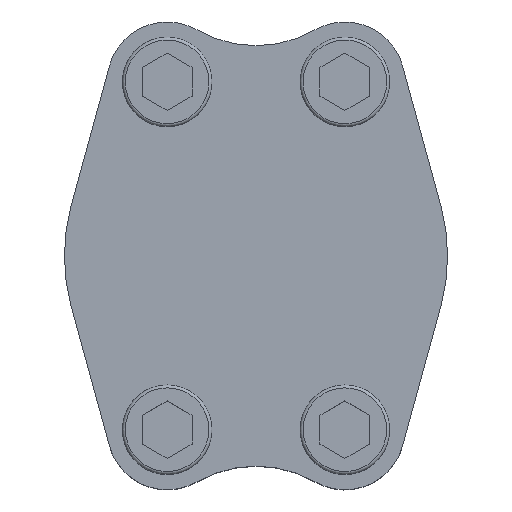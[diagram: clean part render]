
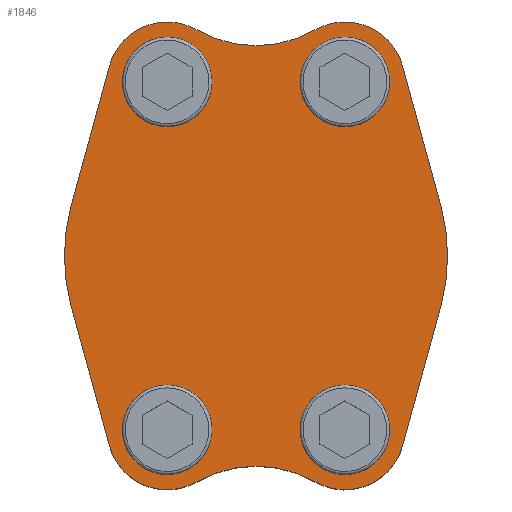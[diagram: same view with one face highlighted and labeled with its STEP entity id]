
A CAD part, top view. The second image highlights one B-rep face of the part: STEP entity #1846.
In plain terms, the highlighted planar face has unit normal (0, 0, 1).
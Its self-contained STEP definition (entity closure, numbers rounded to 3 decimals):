
#35=LINE('',#2507,#127);
#39=LINE('',#2517,#131);
#44=LINE('',#2533,#136);
#47=LINE('',#2541,#139);
#127=VECTOR('',#2112,1000.);
#131=VECTOR('',#2122,1000.);
#136=VECTOR('',#2141,1000.);
#139=VECTOR('',#2150,1000.);
#219=PLANE('',#1965);
#341=ORIENTED_EDGE('',*,*,#620,.F.);
#342=ORIENTED_EDGE('',*,*,#621,.F.);
#343=ORIENTED_EDGE('',*,*,#622,.F.);
#344=ORIENTED_EDGE('',*,*,#623,.F.);
#345=ORIENTED_EDGE('',*,*,#593,.T.);
#346=ORIENTED_EDGE('',*,*,#596,.T.);
#347=ORIENTED_EDGE('',*,*,#598,.T.);
#348=ORIENTED_EDGE('',*,*,#600,.T.);
#349=ORIENTED_EDGE('',*,*,#602,.F.);
#350=ORIENTED_EDGE('',*,*,#604,.T.);
#351=ORIENTED_EDGE('',*,*,#606,.T.);
#352=ORIENTED_EDGE('',*,*,#608,.T.);
#353=ORIENTED_EDGE('',*,*,#610,.T.);
#354=ORIENTED_EDGE('',*,*,#612,.T.);
#355=ORIENTED_EDGE('',*,*,#614,.F.);
#356=ORIENTED_EDGE('',*,*,#619,.T.);
#593=EDGE_CURVE('',#747,#746,#35,.T.);
#596=EDGE_CURVE('',#746,#748,#860,.T.);
#598=EDGE_CURVE('',#748,#749,#39,.T.);
#600=EDGE_CURVE('',#749,#750,#861,.T.);
#602=EDGE_CURVE('',#751,#750,#862,.T.);
#604=EDGE_CURVE('',#751,#752,#863,.T.);
#606=EDGE_CURVE('',#752,#753,#44,.T.);
#608=EDGE_CURVE('',#753,#754,#864,.T.);
#610=EDGE_CURVE('',#754,#755,#47,.T.);
#612=EDGE_CURVE('',#755,#756,#865,.T.);
#614=EDGE_CURVE('',#757,#756,#866,.T.);
#619=EDGE_CURVE('',#757,#747,#871,.T.);
#620=EDGE_CURVE('',#762,#762,#872,.T.);
#621=EDGE_CURVE('',#763,#763,#873,.T.);
#622=EDGE_CURVE('',#764,#764,#874,.T.);
#623=EDGE_CURVE('',#765,#765,#875,.T.);
#746=VERTEX_POINT('',#2506);
#747=VERTEX_POINT('',#2508);
#748=VERTEX_POINT('',#2512);
#749=VERTEX_POINT('',#2516);
#750=VERTEX_POINT('',#2520);
#751=VERTEX_POINT('',#2524);
#752=VERTEX_POINT('',#2528);
#753=VERTEX_POINT('',#2532);
#754=VERTEX_POINT('',#2536);
#755=VERTEX_POINT('',#2540);
#756=VERTEX_POINT('',#2544);
#757=VERTEX_POINT('',#2548);
#762=VERTEX_POINT('',#2566);
#763=VERTEX_POINT('',#2568);
#764=VERTEX_POINT('',#2570);
#765=VERTEX_POINT('',#2572);
#860=CIRCLE('',#1939,38.5);
#861=CIRCLE('',#1942,12.05);
#862=CIRCLE('',#1944,23.8);
#863=CIRCLE('',#1946,12.05);
#864=CIRCLE('',#1949,38.5);
#865=CIRCLE('',#1952,12.05);
#866=CIRCLE('',#1954,23.8);
#871=CIRCLE('',#1964,12.05);
#872=CIRCLE('',#1966,9.);
#873=CIRCLE('',#1967,9.);
#874=CIRCLE('',#1968,9.);
#875=CIRCLE('',#1969,9.);
#936=EDGE_LOOP('',(#341));
#937=EDGE_LOOP('',(#342));
#938=EDGE_LOOP('',(#343));
#939=EDGE_LOOP('',(#344));
#940=EDGE_LOOP('',(#345,#346,#347,#348,#349,#350,#351,#352,#353,#354,#355,
#356));
#1074=FACE_BOUND('',#936,.T.);
#1075=FACE_BOUND('',#937,.T.);
#1076=FACE_BOUND('',#938,.T.);
#1077=FACE_BOUND('',#939,.T.);
#1078=FACE_BOUND('',#940,.T.);
#1846=ADVANCED_FACE('',(#1074,#1075,#1076,#1077,#1078),#219,.T.);
#1939=AXIS2_PLACEMENT_3D('',#2513,#2117,#2118);
#1942=AXIS2_PLACEMENT_3D('',#2521,#2126,#2127);
#1944=AXIS2_PLACEMENT_3D('',#2525,#2131,#2132);
#1946=AXIS2_PLACEMENT_3D('',#2529,#2136,#2137);
#1949=AXIS2_PLACEMENT_3D('',#2537,#2145,#2146);
#1952=AXIS2_PLACEMENT_3D('',#2545,#2154,#2155);
#1954=AXIS2_PLACEMENT_3D('',#2549,#2159,#2160);
#1964=AXIS2_PLACEMENT_3D('',#2563,#2179,#2180);
#1965=AXIS2_PLACEMENT_3D('',#2564,#2181,#2182);
#1966=AXIS2_PLACEMENT_3D('',#2565,#2183,#2184);
#1967=AXIS2_PLACEMENT_3D('',#2567,#2185,#2186);
#1968=AXIS2_PLACEMENT_3D('',#2569,#2187,#2188);
#1969=AXIS2_PLACEMENT_3D('',#2571,#2189,#2190);
#2112=DIRECTION('',(-0.264,-0.964,0.));
#2117=DIRECTION('',(0.,0.,1.));
#2118=DIRECTION('',(1.,0.,0.));
#2122=DIRECTION('',(0.264,-0.964,0.));
#2126=DIRECTION('',(0.,0.,1.));
#2127=DIRECTION('',(1.,0.,0.));
#2131=DIRECTION('',(0.,0.,1.));
#2132=DIRECTION('',(1.,0.,0.));
#2136=DIRECTION('',(0.,0.,1.));
#2137=DIRECTION('',(1.,0.,0.));
#2141=DIRECTION('',(0.264,0.964,0.));
#2145=DIRECTION('',(0.,0.,1.));
#2146=DIRECTION('',(1.,0.,0.));
#2150=DIRECTION('',(-0.264,0.964,0.));
#2154=DIRECTION('',(0.,0.,1.));
#2155=DIRECTION('',(1.,0.,0.));
#2159=DIRECTION('',(0.,0.,1.));
#2160=DIRECTION('',(1.,0.,0.));
#2179=DIRECTION('',(0.,0.,1.));
#2180=DIRECTION('',(1.,0.,0.));
#2181=DIRECTION('',(0.,0.,1.));
#2182=DIRECTION('',(1.,0.,0.));
#2183=DIRECTION('',(0.,0.,1.));
#2184=DIRECTION('',(1.,0.,0.));
#2185=DIRECTION('',(0.,0.,1.));
#2186=DIRECTION('',(1.,0.,0.));
#2187=DIRECTION('',(0.,0.,1.));
#2188=DIRECTION('',(1.,0.,0.));
#2189=DIRECTION('',(0.,0.,1.));
#2190=DIRECTION('',(1.,0.,0.));
#2506=CARTESIAN_POINT('',(-37.132,10.172,25.));
#2507=CARTESIAN_POINT('',(-29.472,38.134,25.));
#2508=CARTESIAN_POINT('',(-29.472,38.134,25.));
#2512=CARTESIAN_POINT('',(-37.132,-10.172,25.));
#2513=CARTESIAN_POINT('',(0.,0.,25.));
#2516=CARTESIAN_POINT('',(-29.472,-38.134,25.));
#2517=CARTESIAN_POINT('',(-37.132,-10.172,25.));
#2520=CARTESIAN_POINT('',(-11.85,-45.4,25.));
#2521=CARTESIAN_POINT('',(-17.85,-34.95,25.));
#2524=CARTESIAN_POINT('',(11.85,-45.4,25.));
#2525=CARTESIAN_POINT('',(0.,-66.04,25.));
#2528=CARTESIAN_POINT('',(29.472,-38.134,25.));
#2529=CARTESIAN_POINT('',(17.85,-34.95,25.));
#2532=CARTESIAN_POINT('',(37.132,-10.172,25.));
#2533=CARTESIAN_POINT('',(29.472,-38.134,25.));
#2536=CARTESIAN_POINT('',(37.132,10.172,25.));
#2537=CARTESIAN_POINT('',(0.,0.,25.));
#2540=CARTESIAN_POINT('',(29.472,38.134,25.));
#2541=CARTESIAN_POINT('',(37.132,10.172,25.));
#2544=CARTESIAN_POINT('',(11.85,45.4,25.));
#2545=CARTESIAN_POINT('',(17.85,34.95,25.));
#2548=CARTESIAN_POINT('',(-11.85,45.4,25.));
#2549=CARTESIAN_POINT('',(0.,66.04,25.));
#2563=CARTESIAN_POINT('',(-17.85,34.95,25.));
#2564=CARTESIAN_POINT('',(0.,0.,25.));
#2565=CARTESIAN_POINT('',(17.85,-34.95,25.));
#2566=CARTESIAN_POINT('',(26.85,-34.95,25.));
#2567=CARTESIAN_POINT('',(-17.85,-34.95,25.));
#2568=CARTESIAN_POINT('',(-8.85,-34.95,25.));
#2569=CARTESIAN_POINT('',(-17.85,34.95,25.));
#2570=CARTESIAN_POINT('',(-8.85,34.95,25.));
#2571=CARTESIAN_POINT('',(17.85,34.95,25.));
#2572=CARTESIAN_POINT('',(26.85,34.95,25.));
